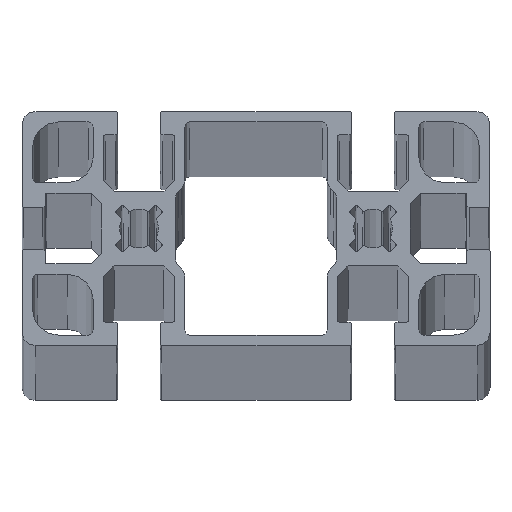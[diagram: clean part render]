
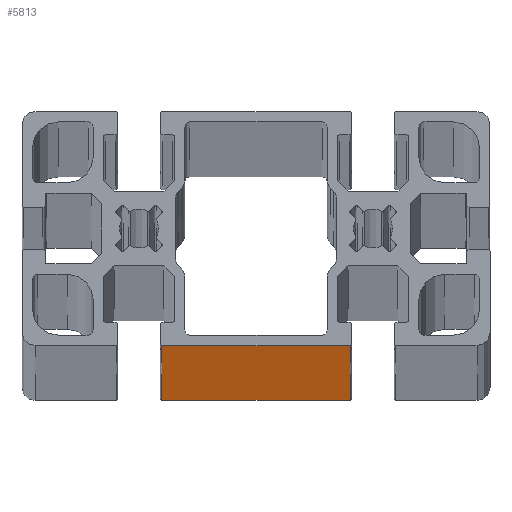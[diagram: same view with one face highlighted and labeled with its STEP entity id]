
A CAD part, top view. The second image highlights one B-rep face of the part: STEP entity #5813.
In plain terms, the highlighted planar face has unit normal (0, -1, 0).
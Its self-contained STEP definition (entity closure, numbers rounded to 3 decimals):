
#211 = DIRECTION ( 'NONE',  ( 0., -1., 0. ) ) ;
#238 = EDGE_CURVE ( 'NONE', #6405, #7502, #1800, .T. ) ;
#267 = DIRECTION ( 'NONE',  ( 0., 0., 1. ) ) ;
#473 = VERTEX_POINT ( 'NONE', #4182 ) ;
#567 = VECTOR ( 'NONE', #3345, 1000. ) ;
#758 = DIRECTION ( 'NONE',  ( 0., 0., 1. ) ) ;
#865 = CARTESIAN_POINT ( 'NONE',  ( -18.1, -22.5, 0. ) ) ;
#890 = CARTESIAN_POINT ( 'NONE',  ( -18.1, -22.5, -6060. ) ) ;
#1053 = VERTEX_POINT ( 'NONE', #3804 ) ;
#1094 = EDGE_CURVE ( 'NONE', #7502, #473, #5071, .T. ) ;
#1380 = CARTESIAN_POINT ( 'NONE',  ( 18.1, -22.5, -6060. ) ) ;
#1480 = PLANE ( 'NONE',  #7590 ) ;
#1800 = LINE ( 'NONE', #8019, #2651 ) ;
#2013 = EDGE_CURVE ( 'NONE', #6405, #1053, #6465, .T. ) ;
#2225 = ORIENTED_EDGE ( 'NONE', *, *, #2013, .F. ) ;
#2452 = DIRECTION ( 'NONE',  ( 1., 0., 0. ) ) ;
#2651 = VECTOR ( 'NONE', #2452, 1000. ) ;
#2652 = ORIENTED_EDGE ( 'NONE', *, *, #3471, .F. ) ;
#3345 = DIRECTION ( 'NONE',  ( 1., 0., 0. ) ) ;
#3471 = EDGE_CURVE ( 'NONE', #1053, #473, #7048, .T. ) ;
#3804 = CARTESIAN_POINT ( 'NONE',  ( -18.1, -22.5, 0. ) ) ;
#3969 = VECTOR ( 'NONE', #758, 1000. ) ;
#4182 = CARTESIAN_POINT ( 'NONE',  ( 18.1, -22.5, 0. ) ) ;
#4331 = ORIENTED_EDGE ( 'NONE', *, *, #1094, .T. ) ;
#4512 = ORIENTED_EDGE ( 'NONE', *, *, #238, .T. ) ;
#4752 = EDGE_LOOP ( 'NONE', ( #2652, #2225, #4512, #4331 ) ) ;
#5071 = LINE ( 'NONE', #1380, #3969 ) ;
#5142 = FACE_OUTER_BOUND ( 'NONE', #4752, .T. ) ;
#5813 = ADVANCED_FACE ( 'NONE', ( #5142 ), #1480, .T. ) ;
#5852 = CARTESIAN_POINT ( 'NONE',  ( -18.1, -22.5, -6060. ) ) ;
#6239 = CARTESIAN_POINT ( 'NONE',  ( 18.1, -22.5, -6060. ) ) ;
#6405 = VERTEX_POINT ( 'NONE', #5852 ) ;
#6465 = LINE ( 'NONE', #890, #7238 ) ;
#7016 = DIRECTION ( 'NONE',  ( 0., 0., -1. ) ) ;
#7048 = LINE ( 'NONE', #865, #567 ) ;
#7238 = VECTOR ( 'NONE', #267, 1000. ) ;
#7502 = VERTEX_POINT ( 'NONE', #6239 ) ;
#7590 = AXIS2_PLACEMENT_3D ( 'NONE', #7743, #211, #7016 ) ;
#7743 = CARTESIAN_POINT ( 'NONE',  ( -18.1, -22.5, -6060. ) ) ;
#8019 = CARTESIAN_POINT ( 'NONE',  ( -18.1, -22.5, -6060. ) ) ;
